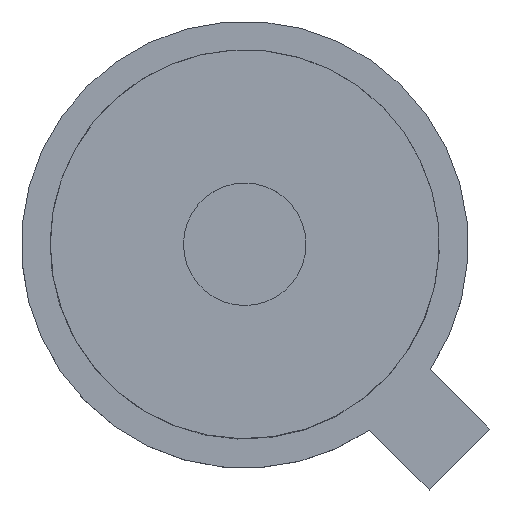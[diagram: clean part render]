
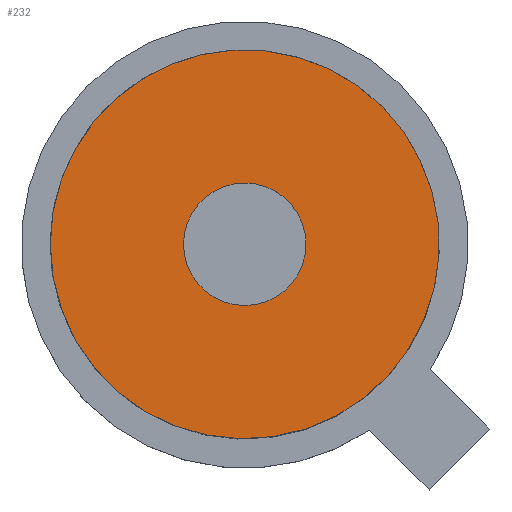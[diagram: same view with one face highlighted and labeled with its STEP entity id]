
A CAD part, top view. The second image highlights one B-rep face of the part: STEP entity #232.
In plain terms, the highlighted planar face has unit normal (0, 0, 1).
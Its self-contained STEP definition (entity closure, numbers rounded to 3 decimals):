
#30=FACE_BOUND('',#88,.T.);
#42=CIRCLE('',#276,0.74);
#45=CIRCLE('',#282,2.35);
#61=FACE_OUTER_BOUND('',#87,.T.);
#87=EDGE_LOOP('',(#199));
#88=EDGE_LOOP('',(#200));
#131=VERTEX_POINT('',#410);
#133=VERTEX_POINT('',#418);
#154=EDGE_CURVE('',#131,#131,#42,.T.);
#157=EDGE_CURVE('',#133,#133,#45,.T.);
#199=ORIENTED_EDGE('',*,*,#157,.T.);
#200=ORIENTED_EDGE('',*,*,#154,.T.);
#216=PLANE('',#281);
#232=ADVANCED_FACE('',(#61,#30),#216,.T.);
#276=AXIS2_PLACEMENT_3D('',#411,#339,#340);
#281=AXIS2_PLACEMENT_3D('',#417,#349,#350);
#282=AXIS2_PLACEMENT_3D('',#419,#351,#352);
#339=DIRECTION('center_axis',(0.,0.,-1.));
#340=DIRECTION('ref_axis',(-1.,0.,0.));
#349=DIRECTION('center_axis',(0.,0.,1.));
#350=DIRECTION('ref_axis',(1.,0.,0.));
#351=DIRECTION('center_axis',(0.,0.,1.));
#352=DIRECTION('ref_axis',(1.,0.,0.));
#410=CARTESIAN_POINT('',(0.74,0.,3.75));
#411=CARTESIAN_POINT('Origin',(0.,0.,3.75));
#417=CARTESIAN_POINT('Origin',(0.,0.,3.75));
#418=CARTESIAN_POINT('',(-2.35,0.,3.75));
#419=CARTESIAN_POINT('Origin',(0.,0.,3.75));
